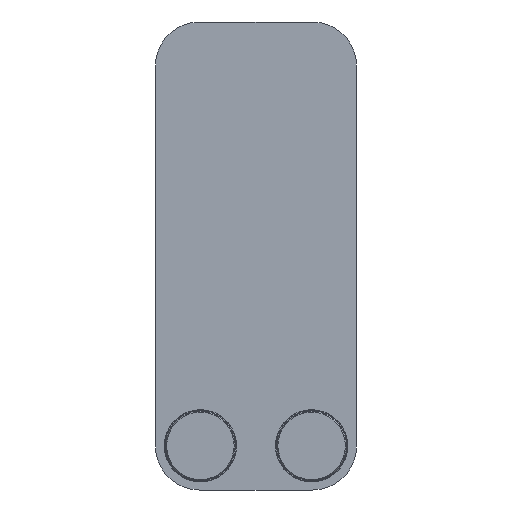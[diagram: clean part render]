
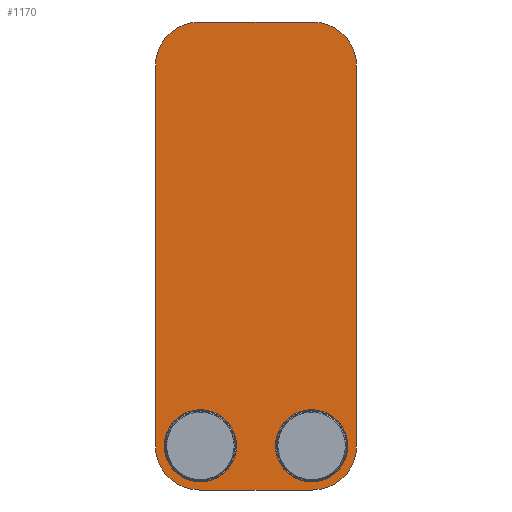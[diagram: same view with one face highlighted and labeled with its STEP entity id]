
A CAD part, front view. The second image highlights one B-rep face of the part: STEP entity #1170.
In plain terms, the highlighted planar face has unit normal (0, -1, 0).
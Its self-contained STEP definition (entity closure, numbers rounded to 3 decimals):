
#304=FACE_OUTER_BOUND('',#384,.T.);
#384=EDGE_LOOP('',(#1003,#1004,#1005,#1006,#1007,#1008,#1009,#1010));
#496=LINE('',#2189,#588);
#500=LINE('',#2198,#592);
#502=LINE('',#2205,#594);
#503=LINE('',#2209,#595);
#588=VECTOR('',#1648,10.);
#592=VECTOR('',#1658,10.);
#594=VECTOR('',#1666,10.);
#595=VECTOR('',#1669,10.);
#687=CIRCLE('',#1314,27.);
#688=CIRCLE('',#1317,27.);
#689=CIRCLE('',#1319,27.);
#690=CIRCLE('',#1320,27.);
#755=VERTEX_POINT('',#2186);
#756=VERTEX_POINT('',#2188);
#757=VERTEX_POINT('',#2192);
#758=VERTEX_POINT('',#2196);
#759=VERTEX_POINT('',#2200);
#760=VERTEX_POINT('',#2204);
#761=VERTEX_POINT('',#2206);
#762=VERTEX_POINT('',#2208);
#844=EDGE_CURVE('',#756,#755,#496,.T.);
#847=EDGE_CURVE('',#755,#757,#687,.T.);
#849=EDGE_CURVE('',#757,#758,#500,.T.);
#851=EDGE_CURVE('',#758,#759,#688,.T.);
#852=EDGE_CURVE('',#759,#760,#502,.T.);
#853=EDGE_CURVE('',#760,#761,#689,.T.);
#854=EDGE_CURVE('',#761,#762,#503,.T.);
#855=EDGE_CURVE('',#762,#756,#690,.T.);
#1003=ORIENTED_EDGE('',*,*,#849,.T.);
#1004=ORIENTED_EDGE('',*,*,#851,.T.);
#1005=ORIENTED_EDGE('',*,*,#852,.T.);
#1006=ORIENTED_EDGE('',*,*,#853,.T.);
#1007=ORIENTED_EDGE('',*,*,#854,.T.);
#1008=ORIENTED_EDGE('',*,*,#855,.T.);
#1009=ORIENTED_EDGE('',*,*,#844,.T.);
#1010=ORIENTED_EDGE('',*,*,#847,.T.);
#1122=PLANE('',#1318);
#1170=ADVANCED_FACE('',(#304),#1122,.T.);
#1314=AXIS2_PLACEMENT_3D('',#2194,#1653,#1654);
#1317=AXIS2_PLACEMENT_3D('',#2202,#1662,#1663);
#1318=AXIS2_PLACEMENT_3D('',#2203,#1664,#1665);
#1319=AXIS2_PLACEMENT_3D('',#2207,#1667,#1668);
#1320=AXIS2_PLACEMENT_3D('',#2210,#1670,#1671);
#1648=DIRECTION('',(0.,0.,-1.));
#1653=DIRECTION('center_axis',(0.,-1.,0.));
#1654=DIRECTION('ref_axis',(-1.,0.,0.));
#1658=DIRECTION('',(1.,0.,0.));
#1662=DIRECTION('center_axis',(0.,-1.,0.));
#1663=DIRECTION('ref_axis',(0.,0.,-1.));
#1664=DIRECTION('center_axis',(0.,-1.,0.));
#1665=DIRECTION('ref_axis',(1.,0.,0.));
#1666=DIRECTION('',(0.,0.,1.));
#1667=DIRECTION('center_axis',(0.,-1.,0.));
#1668=DIRECTION('ref_axis',(1.,0.,0.));
#1669=DIRECTION('',(-1.,0.,0.));
#1670=DIRECTION('center_axis',(0.,-1.,0.));
#1671=DIRECTION('ref_axis',(0.,0.,
1.));
#2186=CARTESIAN_POINT('',(-61.5,0.,27.));
#2188=CARTESIAN_POINT('',(-61.5,0.,259.));
#2189=CARTESIAN_POINT('',(-61.5,0.,259.));
#2192=CARTESIAN_POINT('',(-34.5,0.,0.));
#2194=CARTESIAN_POINT('Origin',(-34.5,0.,27.));
#2196=CARTESIAN_POINT('',(34.5,0.,0.));
#2198=CARTESIAN_POINT('',(-34.5,0.,0.));
#2200=CARTESIAN_POINT('',(61.5,0.,27.));
#2202=CARTESIAN_POINT('Origin',(34.5,0.,27.));
#2203=CARTESIAN_POINT('Origin',(0.,0.,
143.));
#2204=CARTESIAN_POINT('',(61.5,0.,259.));
#2205=CARTESIAN_POINT('',(61.5,0.,27.));
#2206=CARTESIAN_POINT('',(34.5,0.,286.));
#2207=CARTESIAN_POINT('Origin',(34.5,0.,259.));
#2208=CARTESIAN_POINT('',(-34.5,0.,286.));
#2209=CARTESIAN_POINT('',(34.5,0.,286.));
#2210=CARTESIAN_POINT('Origin',(-34.5,0.,259.));
